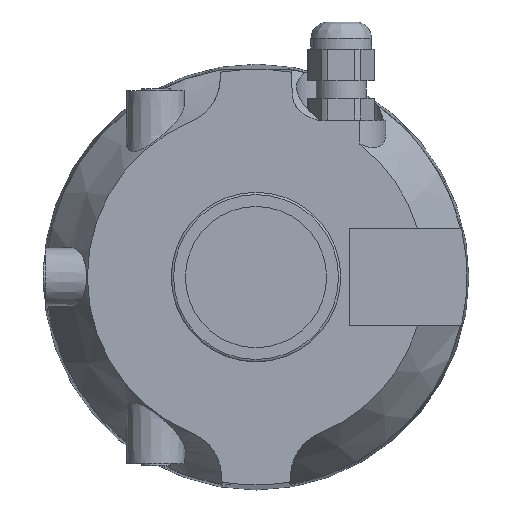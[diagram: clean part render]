
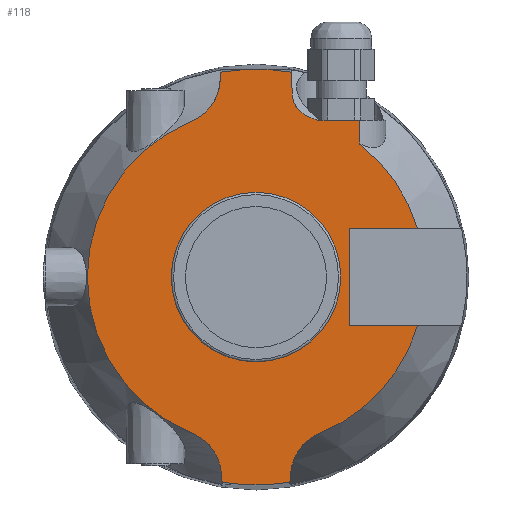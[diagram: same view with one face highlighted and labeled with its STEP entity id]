
A CAD part, front view. The second image highlights one B-rep face of the part: STEP entity #118.
In plain terms, the highlighted planar face has unit normal (0, -1, 0).
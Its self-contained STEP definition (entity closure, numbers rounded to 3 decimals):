
#118 = ADVANCED_FACE( '', ( #260, #261 ), #262, .F. );
#260 = FACE_BOUND( '', #472, .T. );
#261 = FACE_OUTER_BOUND( '', #473, .T. );
#262 = PLANE( '', #474 );
#472 = EDGE_LOOP( '', ( #846 ) );
#473 = EDGE_LOOP( '', ( #847, #848, #849, #850, #851, #852, #853, #854, #855, #856, #857, #858, #859, #860, #861, #862, #863, #864, #865 ) );
#474 = AXIS2_PLACEMENT_3D( '', #866, #867, #868 );
#846 = ORIENTED_EDGE( '', *, *, #1220, .T. );
#847 = ORIENTED_EDGE( '', *, *, #1095, .T. );
#848 = ORIENTED_EDGE( '', *, *, #1221, .F. );
#849 = ORIENTED_EDGE( '', *, *, #1190, .T. );
#850 = ORIENTED_EDGE( '', *, *, #1114, .T. );
#851 = ORIENTED_EDGE( '', *, *, #1222, .F. );
#852 = ORIENTED_EDGE( '', *, *, #1207, .T. );
#853 = ORIENTED_EDGE( '', *, *, #1223, .T. );
#854 = ORIENTED_EDGE( '', *, *, #1216, .T. );
#855 = ORIENTED_EDGE( '', *, *, #1193, .F. );
#856 = ORIENTED_EDGE( '', *, *, #1195, .T. );
#857 = ORIENTED_EDGE( '', *, *, #1124, .F. );
#858 = ORIENTED_EDGE( '', *, *, #1224, .T. );
#859 = ORIENTED_EDGE( '', *, *, #1199, .T. );
#860 = ORIENTED_EDGE( '', *, *, #1215, .T. );
#861 = ORIENTED_EDGE( '', *, *, #1203, .F. );
#862 = ORIENTED_EDGE( '', *, *, #1206, .T. );
#863 = ORIENTED_EDGE( '', *, *, #1225, .T. );
#864 = ORIENTED_EDGE( '', *, *, #1226, .T. );
#865 = ORIENTED_EDGE( '', *, *, #1099, .T. );
#866 = CARTESIAN_POINT( '', ( 51.278, 0., 0. ) );
#867 = DIRECTION( '', ( 0., 1., 0. ) );
#868 = DIRECTION( '', ( 0., 0., 1. ) );
#1095 = EDGE_CURVE( '', #1261, #1259, #1262, .T. );
#1099 = EDGE_CURVE( '', #1268, #1261, #1269, .T. );
#1114 = EDGE_CURVE( '', #1297, #1298, #1299, .T. );
#1124 = EDGE_CURVE( '', #1316, #1308, #1318, .T. );
#1190 = EDGE_CURVE( '', #1433, #1297, #1434, .T. );
#1193 = EDGE_CURVE( '', #1436, #1438, #1439, .T. );
#1195 = EDGE_CURVE( '', #1436, #1308, #1441, .T. );
#1199 = EDGE_CURVE( '', #1446, #1444, #1447, .T. );
#1203 = EDGE_CURVE( '', #1452, #1454, #1455, .T. );
#1206 = EDGE_CURVE( '', #1452, #1457, #1459, .T. );
#1207 = EDGE_CURVE( '', #1460, #1461, #1462, .T. );
#1215 = EDGE_CURVE( '', #1444, #1454, #1475, .T. );
#1216 = EDGE_CURVE( '', #1476, #1438, #1477, .T. );
#1220 = EDGE_CURVE( '', #1482, #1482, #1483, .T. );
#1221 = EDGE_CURVE( '', #1433, #1259, #1484, .T. );
#1222 = EDGE_CURVE( '', #1460, #1298, #1485, .T. );
#1223 = EDGE_CURVE( '', #1461, #1476, #1486, .T. );
#1224 = EDGE_CURVE( '', #1316, #1446, #1487, .T. );
#1225 = EDGE_CURVE( '', #1457, #1488, #1489, .F. );
#1226 = EDGE_CURVE( '', #1488, #1268, #1490, .T. );
#1259 = VERTEX_POINT( '', #1536 );
#1261 = VERTEX_POINT( '', #1541 );
#1262 = LINE( '', #1542, #1543 );
#1268 = VERTEX_POINT( '', #1554 );
#1269 = LINE( '', #1555, #1556 );
#1297 = VERTEX_POINT( '', #1592 );
#1298 = VERTEX_POINT( '', #1593 );
#1299 = LINE( '', #1594, #1595 );
#1308 = VERTEX_POINT( '', #1698 );
#1316 = VERTEX_POINT( '', #1733 );
#1318 = CIRCLE( '', #1756, 41.6 );
#1433 = VERTEX_POINT( '', #2130 );
#1434 = LINE( '', #2131, #2132 );
#1436 = VERTEX_POINT( '', #2159 );
#1438 = VERTEX_POINT( '', #2162 );
#1439 = LINE( '', #2163, #2164 );
#1441 = CIRCLE( '', #2169, 11.5 );
#1444 = VERTEX_POINT( '', #2309 );
#1446 = VERTEX_POINT( '', #2314 );
#1447 = LINE( '', #2315, #2316 );
#1452 = VERTEX_POINT( '', #2325 );
#1454 = VERTEX_POINT( '', #2328 );
#1455 = LINE( '', #2329, #2330 );
#1457 = VERTEX_POINT( '', #2335 );
#1459 = CIRCLE( '', #2358, 11.5 );
#1460 = VERTEX_POINT( '', #2359 );
#1461 = VERTEX_POINT( '', #2360 );
#1462 = CIRCLE( '', #2361, 6.25 );
#1475 = CIRCLE( '', #2397, 51.278 );
#1476 = VERTEX_POINT( '', #2398 );
#1477 = CIRCLE( '', #2399, 51.278 );
#1482 = VERTEX_POINT( '', #2407 );
#1483 = CIRCLE( '', #2408, 20.905 );
#1484 = CIRCLE( '', #2409, 41.6 );
#1485 = CIRCLE( '', #2410, 41.6 );
#1486 = LINE( '', #2411, #2412 );
#1487 = CIRCLE( '', #2413, 11.5 );
#1488 = VERTEX_POINT( '', #2414 );
#1489 = CIRCLE( '', #2415, 41.6 );
#1490 = LINE( '', #2416, #2417 );
#1536 = CARTESIAN_POINT( '', ( 39.832, 0., 12. ) );
#1541 = CARTESIAN_POINT( '', ( 23., 0., 12. ) );
#1542 = CARTESIAN_POINT( '', ( 23., 0., 12. ) );
#1543 = VECTOR( '', #2489, 1000. );
#1554 = CARTESIAN_POINT( '', ( 23., 0., -12. ) );
#1555 = CARTESIAN_POINT( '', ( 23., 0., -12. ) );
#1556 = VECTOR( '', #2492, 1000. );
#1592 = CARTESIAN_POINT( '', ( 25.583, 0., 38.7 ) );
#1593 = CARTESIAN_POINT( '', ( 15.26, 0., 38.7 ) );
#1594 = CARTESIAN_POINT( '', ( 21., 0., 38.7 ) );
#1595 = VECTOR( '', #2519, 1000. );
#1698 = CARTESIAN_POINT( '', ( -15.898, 0., 38.442 ) );
#1733 = CARTESIAN_POINT( '', ( -15.681, 0., -38.531 ) );
#1756 = AXIS2_PLACEMENT_3D( '', #2529, #2530, #2531 );
#2130 = CARTESIAN_POINT( '', ( 25.583, 0., 32.804 ) );
#2131 = CARTESIAN_POINT( '', ( 25.583, 0., 38.7 ) );
#2132 = VECTOR( '', #2656, 1000. );
#2159 = CARTESIAN_POINT( '', ( -8.8, 0., 48.668 ) );
#2162 = CARTESIAN_POINT( '', ( -8.736, 0., 50.528 ) );
#2163 = CARTESIAN_POINT( '', ( -8.8, 0., 48.668 ) );
#2164 = VECTOR( '', #2658, 1000. );
#2169 = AXIS2_PLACEMENT_3D( '', #2659, #2660, #2661 );
#2309 = CARTESIAN_POINT( '', ( -8.349, 0., -50.594 ) );
#2314 = CARTESIAN_POINT( '', ( -8.56, 0., -48.181 ) );
#2315 = CARTESIAN_POINT( '', ( -12.288, 0., -5.561 ) );
#2316 = VECTOR( '', #2662, 1000. );
#2325 = CARTESIAN_POINT( '', ( 8.56, 0., -48.181 ) );
#2328 = CARTESIAN_POINT( '', ( 8.349, 0., -50.594 ) );
#2329 = CARTESIAN_POINT( '', ( 8.56, 0., -48.181 ) );
#2330 = VECTOR( '', #2665, 1000. );
#2335 = CARTESIAN_POINT( '', ( 15.681, 0., -38.531 ) );
#2358 = AXIS2_PLACEMENT_3D( '', #2666, #2667, #2668 );
#2359 = CARTESIAN_POINT( '', ( 13.188, 0., 39.454 ) );
#2360 = CARTESIAN_POINT( '', ( 8.923, 0., 45.164 ) );
#2361 = AXIS2_PLACEMENT_3D( '', #2669, #2670, #2671 );
#2397 = AXIS2_PLACEMENT_3D( '', #2685, #2686, #2687 );
#2398 = CARTESIAN_POINT( '', ( 8.736, 0., 50.528 ) );
#2399 = AXIS2_PLACEMENT_3D( '', #2688, #2689, #2690 );
#2407 = CARTESIAN_POINT( '', ( 0., 0., 20.905 ) );
#2408 = AXIS2_PLACEMENT_3D( '', #2697, #2698, #2699 );
#2409 = AXIS2_PLACEMENT_3D( '', #2700, #2701, #2702 );
#2410 = AXIS2_PLACEMENT_3D( '', #2703, #2704, #2705 );
#2411 = CARTESIAN_POINT( '', ( 10.55, 0., -1.422 ) );
#2412 = VECTOR( '', #2706, 1000. );
#2413 = AXIS2_PLACEMENT_3D( '', #2707, #2708, #2709 );
#2414 = CARTESIAN_POINT( '', ( 39.832, 0., -12. ) );
#2415 = AXIS2_PLACEMENT_3D( '', #2710, #2711, #2712 );
#2416 = CARTESIAN_POINT( '', ( 58., 0., -12. ) );
#2417 = VECTOR( '', #2713, 1000. );
#2489 = DIRECTION( '', ( 1., 0., 0. ) );
#2492 = DIRECTION( '', ( 0., 0., 1. ) );
#2519 = DIRECTION( '', ( -1., 0., 0. ) );
#2529 = CARTESIAN_POINT( '', ( 0., 0., 0. ) );
#2530 = DIRECTION( '', ( 0., 1., 0. ) );
#2531 = DIRECTION( '', ( 1., 0., 0. ) );
#2656 = DIRECTION( '', ( 0., 0., 1. ) );
#2658 = DIRECTION( '', ( 0.035, 0., 0.999 ) );
#2659 = CARTESIAN_POINT( '', ( -20.293, 0., 49.069 ) );
#2660 = DIRECTION( '', ( 0., 1., 0. ) );
#2661 = DIRECTION( '', ( 1., 0., 0. ) );
#2662 = DIRECTION( '', ( 0.087, 0., -0.996 ) );
#2665 = DIRECTION( '', ( -0.087, 0., -0.996 ) );
#2666 = CARTESIAN_POINT( '', ( 20.016, 0., -49.183 ) );
#2667 = DIRECTION( '', ( 0., 1., 0. ) );
#2668 = DIRECTION( '', ( 1., 0., 0. ) );
#2669 = CARTESIAN_POINT( '', ( 15.169, 0., 45.382 ) );
#2670 = DIRECTION( '', ( 0., 1., 0. ) );
#2671 = DIRECTION( '', ( 1., 0., 0. ) );
#2685 = CARTESIAN_POINT( '', ( 0., 0., 0. ) );
#2686 = DIRECTION( '', ( 0., -1., 0. ) );
#2687 = DIRECTION( '', ( 0., 0., -1. ) );
#2688 = CARTESIAN_POINT( '', ( 0., 0., 0. ) );
#2689 = DIRECTION( '', ( 0., -1., 0. ) );
#2690 = DIRECTION( '', ( 0., 0., -1. ) );
#2697 = CARTESIAN_POINT( '', ( 0., 0., 0. ) );
#2698 = DIRECTION( '', ( 0., 1., 0. ) );
#2699 = DIRECTION( '', ( 0., 0., 1. ) );
#2700 = CARTESIAN_POINT( '', ( 0., 0., 0. ) );
#2701 = DIRECTION( '', ( 0., 1., 0. ) );
#2702 = DIRECTION( '', ( 1., 0., 0. ) );
#2703 = CARTESIAN_POINT( '', ( 0., 0., 0. ) );
#2704 = DIRECTION( '', ( 0., 1., 0. ) );
#2705 = DIRECTION( '', ( 1., 0., 0. ) );
#2706 = DIRECTION( '', ( -0.035, 0., 0.999 ) );
#2707 = CARTESIAN_POINT( '', ( -20.016, 0., -49.183 ) );
#2708 = DIRECTION( '', ( 0., 1., 0. ) );
#2709 = DIRECTION( '', ( 1., 0., 0. ) );
#2710 = CARTESIAN_POINT( '', ( 0., 0., 0. ) );
#2711 = DIRECTION( '', ( 0., 1., 0. ) );
#2712 = DIRECTION( '', ( 0., 0., 1. ) );
#2713 = DIRECTION( '', ( -1., 0., 0. ) );
